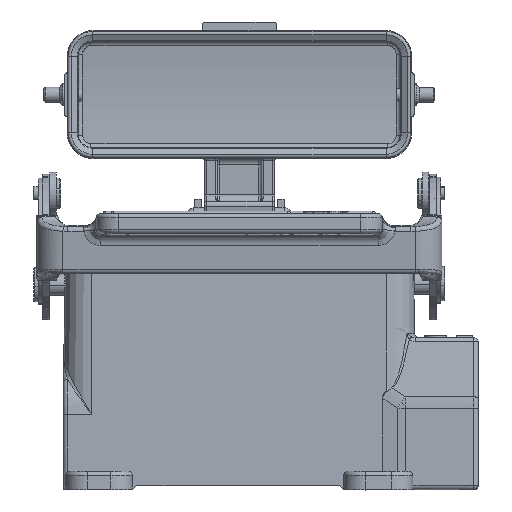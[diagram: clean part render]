
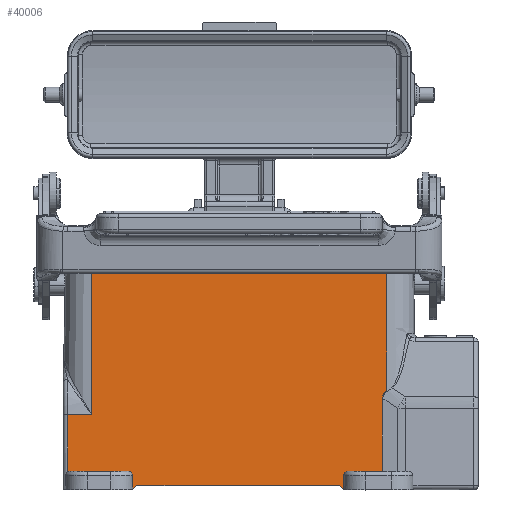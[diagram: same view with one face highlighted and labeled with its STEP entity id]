
A CAD part, top view. The second image highlights one B-rep face of the part: STEP entity #40006.
In plain terms, the highlighted planar face has unit normal (0, 0.018, 1).
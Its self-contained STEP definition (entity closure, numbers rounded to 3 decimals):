
#8473=DIRECTION('',(-1.,0.,0.));
#8474=VECTOR('',#8473,68.);
#8475=CARTESIAN_POINT('',(34.,-1.991,14.759));
#8476=LINE('',#8475,#8474);
#8572=DIRECTION('',(1.,0.,0.));
#8573=VECTOR('',#8572,46.6);
#8574=CARTESIAN_POINT('',(-23.6,-57.5,
15.727));
#8575=LINE('',#8574,#8573);
#8616=CARTESIAN_POINT('',(34.,-35.81,15.349));
#8617=CARTESIAN_POINT('',(33.912,-35.851,15.35));
#8618=CARTESIAN_POINT('',(33.748,-35.939,15.351));
#8619=CARTESIAN_POINT('',(33.536,-36.092,15.354));
#8620=CARTESIAN_POINT('',(33.357,-36.266,15.357));
#8621=CARTESIAN_POINT('',(33.21,-36.459,15.36));
#8622=CARTESIAN_POINT('',(33.095,-36.673,15.364));
#8623=CARTESIAN_POINT('',(33.009,-36.912,15.368));
#8624=CARTESIAN_POINT('',(32.954,-37.182,15.373));
#8625=CARTESIAN_POINT('',(32.941,-37.387,15.376));
#8626=CARTESIAN_POINT('',(32.941,-37.496,15.378));
#8628=DIRECTION('',(-1.,0.,0.));
#8629=VECTOR('',#8628,7.885);
#8630=CARTESIAN_POINT('',(32.941,-54.3,15.672));
#8631=LINE('',#8630,#8629);
#8632=CARTESIAN_POINT('',(25.056,-54.3,15.672));
#8633=CARTESIAN_POINT('',(24.949,-54.3,15.672));
#8634=CARTESIAN_POINT('',(24.746,-54.333,15.672));
#8635=CARTESIAN_POINT('',(24.464,-54.474,15.675));
#8636=CARTESIAN_POINT('',(24.241,-54.693,15.678));
#8637=CARTESIAN_POINT('',(24.094,-54.973,15.683));
#8638=CARTESIAN_POINT('',(24.058,-55.175,15.687));
#8639=CARTESIAN_POINT('',(24.056,-55.283,15.689));
#8641=DIRECTION('',(-0.017,-1.,0.017));
#8642=VECTOR('',#8641,3.218);
#8643=CARTESIAN_POINT('',(24.056,-55.283,15.689));
#8644=LINE('',#8643,#8642);
#8645=DIRECTION('',(-0.707,0.707,-0.012));
#8646=VECTOR('',#8645,1.414);
#8647=CARTESIAN_POINT('',(24.,-58.5,15.745));
#8648=LINE('',#8647,#8646);
#8649=DIRECTION('',(-0.707,-0.707,0.012));
#8650=VECTOR('',#8649,1.414);
#8651=CARTESIAN_POINT('',(-23.6,-57.5,
15.727));
#8652=LINE('',#8651,#8650);
#8653=DIRECTION('',(-0.017,1.,-0.017));
#8654=VECTOR('',#8653,3.218);
#8655=CARTESIAN_POINT('',(-24.6,-58.5,
15.745));
#8656=LINE('',#8655,#8654);
#8657=CARTESIAN_POINT('',(-24.656,-55.283,
15.689));
#8658=CARTESIAN_POINT('',(-24.658,-55.175,
15.687));
#8659=CARTESIAN_POINT('',(-24.694,-54.973,
15.683));
#8660=CARTESIAN_POINT('',(-24.841,-54.693,
15.678));
#8661=CARTESIAN_POINT('',(-25.064,-54.474,
15.675));
#8662=CARTESIAN_POINT('',(-25.346,-54.333,
15.672));
#8663=CARTESIAN_POINT('',(-25.549,-54.3,
15.672));
#8664=CARTESIAN_POINT('',(-25.656,-54.3,
15.672));
#8666=DIRECTION('',(-1.,0.,0.));
#8667=VECTOR('',#8666,13.388);
#8668=CARTESIAN_POINT('',(-25.656,-54.3,
15.672));
#8669=LINE('',#8668,#8667);
#8670=CARTESIAN_POINT('',(-39.044,-54.3,
15.672));
#8671=CARTESIAN_POINT('',(-39.111,-54.3,
15.672));
#8672=CARTESIAN_POINT('',(-39.243,-54.313,
15.672));
#8673=CARTESIAN_POINT('',(-39.428,-54.369,
15.673));
#8674=CARTESIAN_POINT('',(-39.544,-54.431,
15.674));
#8675=CARTESIAN_POINT('',(-39.6,-54.469,
15.675));
#8701=DIRECTION('',(0.,1.,-0.017));
#8702=VECTOR('',#8701,33.824);
#8703=CARTESIAN_POINT('',(34.,-35.81,15.349));
#8704=LINE('',#8703,#8702);
#9168=DIRECTION('',(0.,1.,-0.017));
#9169=VECTOR('',#9168,16.807);
#9170=CARTESIAN_POINT('',(32.941,-54.3,15.672));
#9171=LINE('',#9170,#9169);
#17843=DIRECTION('',(0.,-1.,0.017));
#17844=VECTOR('',#17843,39.245);
#17845=CARTESIAN_POINT('',(-34.,-1.991,
14.759));
#17846=LINE('',#17845,#17844);
#17877=DIRECTION('',(-1.,0.,0.));
#17878=VECTOR('',#17877,5.6);
#17879=CARTESIAN_POINT('',(-34.,-41.23,
15.443));
#17880=LINE('',#17879,#17878);
#17961=DIRECTION('',(0.,-1.,0.017));
#17962=VECTOR('',#17961,13.24);
#17963=CARTESIAN_POINT('',(-39.6,-41.23,15.443));
#17964=LINE('',#17963,#17962);
#23896=CARTESIAN_POINT('',(23.,-57.5,
15.727));
#23897=VERTEX_POINT('',#23896);
#23898=CARTESIAN_POINT('',(24.,-58.5,
15.745));
#23899=VERTEX_POINT('',#23898);
#23900=CARTESIAN_POINT('',(-23.6,-57.5,
15.727));
#23901=VERTEX_POINT('',#23900);
#23911=CARTESIAN_POINT('',(34.,-35.81,
15.349));
#23912=CARTESIAN_POINT('',(34.,-1.991,
14.759));
#23913=VERTEX_POINT('',#23911);
#23914=VERTEX_POINT('',#23912);
#23915=VERTEX_POINT('',#8626);
#23916=CARTESIAN_POINT('',(32.941,-54.3,
15.672));
#23917=VERTEX_POINT('',#23916);
#23918=CARTESIAN_POINT('',(25.056,-54.3,
15.672));
#23919=VERTEX_POINT('',#23918);
#23920=VERTEX_POINT('',#8639);
#23921=CARTESIAN_POINT('',(-24.6,-58.5,
15.745));
#23922=VERTEX_POINT('',#23921);
#23923=CARTESIAN_POINT('',(-24.656,-55.283,
15.689));
#23924=VERTEX_POINT('',#23923);
#23925=VERTEX_POINT('',#8664);
#23926=CARTESIAN_POINT('',(-39.044,-54.3,
15.672));
#23927=VERTEX_POINT('',#23926);
#23928=VERTEX_POINT('',#8675);
#23929=CARTESIAN_POINT('',(-39.6,-41.23,15.443));
#23930=VERTEX_POINT('',#23929);
#23931=CARTESIAN_POINT('',(-34.,-41.23,
15.443));
#23932=VERTEX_POINT('',#23931);
#23933=CARTESIAN_POINT('',(-34.,-1.991,
14.759));
#23934=VERTEX_POINT('',#23933);
#39968=CARTESIAN_POINT('',(-2.8,-30.246,
15.252));
#39969=DIRECTION('',(0.,0.017,1.));
#39970=DIRECTION('',(0.,-1.,0.017));
#39971=AXIS2_PLACEMENT_3D('',#39968,#39969,#39970);
#39972=PLANE('',#39971);
#39974=ORIENTED_EDGE('',*,*,#39973,.F.);
#39976=ORIENTED_EDGE('',*,*,#39975,.T.);
#39978=ORIENTED_EDGE('',*,*,#39977,.F.);
#39980=ORIENTED_EDGE('',*,*,#39979,.T.);
#39982=ORIENTED_EDGE('',*,*,#39981,.T.);
#39984=ORIENTED_EDGE('',*,*,#39983,.T.);
#39985=ORIENTED_EDGE('',*,*,#39936,.T.);
#39986=ORIENTED_EDGE('',*,*,#39949,.F.);
#39988=ORIENTED_EDGE('',*,*,#39987,.T.);
#39990=ORIENTED_EDGE('',*,*,#39989,.T.);
#39992=ORIENTED_EDGE('',*,*,#39991,.T.);
#39994=ORIENTED_EDGE('',*,*,#39993,.T.);
#39996=ORIENTED_EDGE('',*,*,#39995,.T.);
#39998=ORIENTED_EDGE('',*,*,#39997,.F.);
#40000=ORIENTED_EDGE('',*,*,#39999,.F.);
#40002=ORIENTED_EDGE('',*,*,#40001,.F.);
#40003=ORIENTED_EDGE('',*,*,#39841,.F.);
#40004=EDGE_LOOP('',(#39974,#39976,#39978,#39980,#39982,#39984,#39985,#39986,
#39988,#39990,#39992,#39994,#39996,#39998,#40000,#40002,#40003));
#40005=FACE_OUTER_BOUND('',#40004,.F.);
#40006=ADVANCED_FACE('',(#40005),#39972,.T.);
#8627=B_SPLINE_CURVE_WITH_KNOTS('',3,(#8616,#8617,#8618,#8619,#8620,#8621,#8622,
#8623,#8624,#8625,#8626),.UNSPECIFIED.,.F.,.F.,(4,1,1,1,1,1,1,1,4),(0.,
0.125,0.25,0.375,0.5,0.625,0.75,0.875,1.),.UNSPECIFIED.);
#8640=B_SPLINE_CURVE_WITH_KNOTS('',3,(#8632,#8633,#8634,#8635,#8636,#8637,#8638,
#8639),.UNSPECIFIED.,.F.,.F.,(4,1,1,1,1,4),(0.,0.2,0.4,0.6,0.8,1.),
.UNSPECIFIED.);
#8665=B_SPLINE_CURVE_WITH_KNOTS('',3,(#8657,#8658,#8659,#8660,#8661,#8662,#8663,
#8664),.UNSPECIFIED.,.F.,.F.,(4,1,1,1,1,4),(0.,0.2,0.4,0.6,0.8,1.),
.UNSPECIFIED.);
#8676=B_SPLINE_CURVE_WITH_KNOTS('',3,(#8670,#8671,#8672,#8673,#8674,#8675),
.UNSPECIFIED.,.F.,.F.,(4,1,1,4),(0.,0.333,0.667,1.),
.UNSPECIFIED.);
#39841=EDGE_CURVE('',#23914,#23934,#8476,.T.);
#39936=EDGE_CURVE('',#23899,#23897,#8648,.T.);
#39949=EDGE_CURVE('',#23901,#23897,#8575,.T.);
#39973=EDGE_CURVE('',#23913,#23914,#8704,.T.);
#39975=EDGE_CURVE('',#23913,#23915,#8627,.T.);
#39977=EDGE_CURVE('',#23917,#23915,#9171,.T.);
#39979=EDGE_CURVE('',#23917,#23919,#8631,.T.);
#39981=EDGE_CURVE('',#23919,#23920,#8640,.T.);
#39983=EDGE_CURVE('',#23920,#23899,#8644,.T.);
#39987=EDGE_CURVE('',#23901,#23922,#8652,.T.);
#39989=EDGE_CURVE('',#23922,#23924,#8656,.T.);
#39991=EDGE_CURVE('',#23924,#23925,#8665,.T.);
#39993=EDGE_CURVE('',#23925,#23927,#8669,.T.);
#39995=EDGE_CURVE('',#23927,#23928,#8676,.T.);
#39997=EDGE_CURVE('',#23930,#23928,#17964,.T.);
#39999=EDGE_CURVE('',#23932,#23930,#17880,.T.);
#40001=EDGE_CURVE('',#23934,#23932,#17846,.T.);
